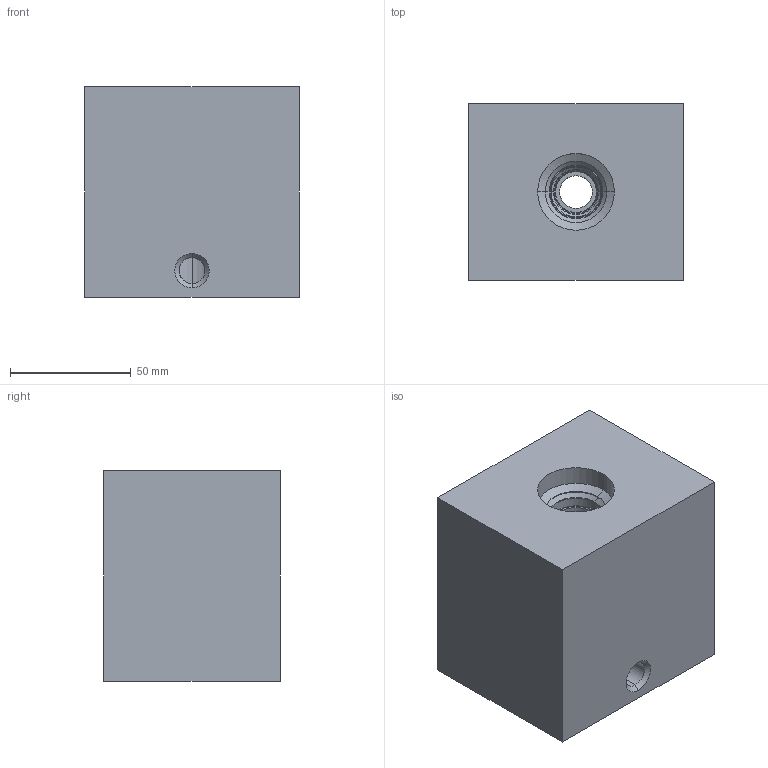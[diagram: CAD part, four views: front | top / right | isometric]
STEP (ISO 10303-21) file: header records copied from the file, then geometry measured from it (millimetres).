
FILE_DESCRIPTION((''),'2;1');
FILE_NAME('FA4_ASM','2024-09-24T',('ProEService'),(''),'PRO/ENGINEER BY PARAMETRIC TECHNOLOGY CORPORATION, 2014200','PRO/ENGINEER BY PARAMETRIC TECHNOLOGY CORPORATION, 2014200','');
FILE_SCHEMA(('CONFIG_CONTROL_DESIGN'));
Length unit declared in the file: inch
Products named in the file (2): 152-281-001; FA4_ASM
Assembly tree (1 placements, depth 2):
  FA4_ASM
    152-281-001
Bounding box: 88.9 x 73.03 x 87.33 mm (x, y, z)
Volume: 493553.5 mm3; surface area: 58405.9 mm2
Topology: 1 solids, 1 shells, 111 faces, 451 edges, 420 vertices
Faces by surface type: cone 58, cylinder 41, plane 8, torus 4
Entity records: 4881 total; most frequent: CARTESIAN_POINT 1225, DIRECTION 797, ORIENTED_EDGE 562, EDGE_CURVE 281, VECTOR 271, LINE 271, AXIS2_PLACEMENT_3D 263, VERTEX_POINT 178
